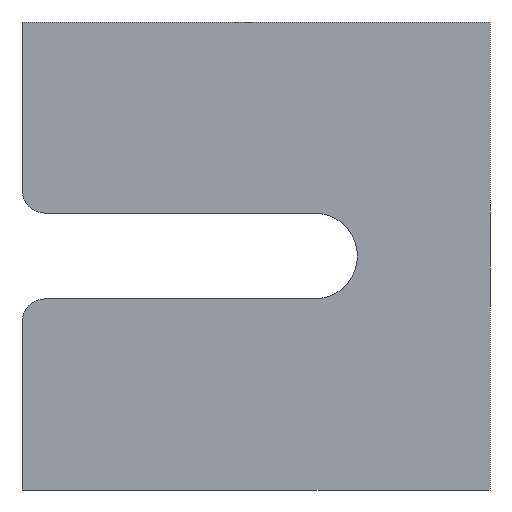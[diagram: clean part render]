
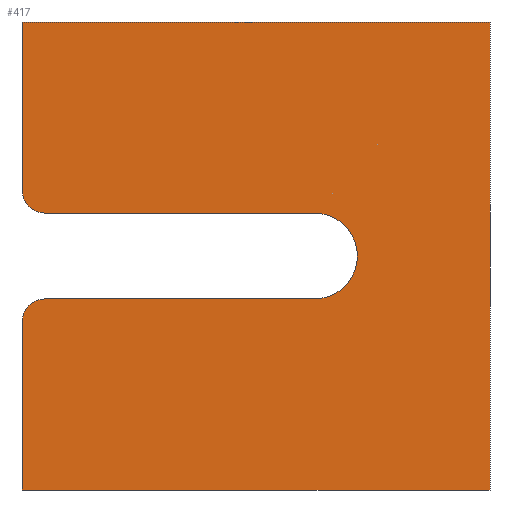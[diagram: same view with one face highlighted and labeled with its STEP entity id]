
A CAD part, front view. The second image highlights one B-rep face of the part: STEP entity #417.
In plain terms, the highlighted planar face has unit normal (0, -1, 0).
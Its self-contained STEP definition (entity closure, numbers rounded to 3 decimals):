
#30=PLANE('',#456);
#50=FACE_OUTER_BOUND('',#74,.T.);
#74=EDGE_LOOP('',(#368,#369,#370,#371,#372,#373,#374,#375,#376,#377));
#82=LINE('',#594,#126);
#91=LINE('',#619,#135);
#94=LINE('',#625,#138);
#97=LINE('',#632,#141);
#115=LINE('',#684,#159);
#118=LINE('',#690,#162);
#119=LINE('',#692,#163);
#126=VECTOR('',#474,10.75);
#135=VECTOR('',#495,10.75);
#138=VECTOR('',#500,17.25);
#141=VECTOR('',#509,17.25);
#159=VECTOR('',#563,30.);
#162=VECTOR('',#568,30.);
#163=VECTOR('',#571,30.);
#166=CIRCLE('',#425,1.5);
#169=CIRCLE('',#431,1.5);
#170=CIRCLE('',#435,2.75);
#181=VERTEX_POINT('',#582);
#182=VERTEX_POINT('',#584);
#185=VERTEX_POINT('',#592);
#193=VERTEX_POINT('',#612);
#194=VERTEX_POINT('',#613);
#195=VERTEX_POINT('',#618);
#197=VERTEX_POINT('',#624);
#198=VERTEX_POINT('',#628);
#214=VERTEX_POINT('',#682);
#216=VERTEX_POINT('',#688);
#219=EDGE_CURVE('',#181,#182,#166,.T.);
#224=EDGE_CURVE('',#185,#181,#82,.T.);
#233=EDGE_CURVE('',#193,#194,#169,.T.);
#236=EDGE_CURVE('',#194,#195,#91,.T.);
#239=EDGE_CURVE('',#197,#182,#94,.T.);
#241=EDGE_CURVE('',#198,#197,#170,.T.);
#243=EDGE_CURVE('',#193,#198,#97,.T.);
#269=EDGE_CURVE('',#214,#185,#115,.T.);
#272=EDGE_CURVE('',#214,#216,#118,.T.);
#273=EDGE_CURVE('',#195,#216,#119,.T.);
#368=ORIENTED_EDGE('',*,*,#219,.F.);
#369=ORIENTED_EDGE('',*,*,#224,.F.);
#370=ORIENTED_EDGE('',*,*,#269,.F.);
#371=ORIENTED_EDGE('',*,*,#272,.T.);
#372=ORIENTED_EDGE('',*,*,#273,.F.);
#373=ORIENTED_EDGE('',*,*,#236,.F.);
#374=ORIENTED_EDGE('',*,*,#233,.F.);
#375=ORIENTED_EDGE('',*,*,#243,.T.);
#376=ORIENTED_EDGE('',*,*,#241,.T.);
#377=ORIENTED_EDGE('',*,*,#239,.T.);
#417=ADVANCED_FACE('',(#50),#30,.T.);
#425=AXIS2_PLACEMENT_3D('',#585,#466,#467);
#431=AXIS2_PLACEMENT_3D('',#614,#489,#490);
#435=AXIS2_PLACEMENT_3D('',#629,#504,#505);
#456=AXIS2_PLACEMENT_3D('',#691,#569,#570);
#466=DIRECTION('center_axis',(0.,1.,0.));
#467=DIRECTION('ref_axis',(-0.707,0.,0.707));
#474=DIRECTION('',(0.,0.,1.));
#489=DIRECTION('center_axis',(0.,1.,0.));
#490=DIRECTION('ref_axis',(-0.707,0.,-0.707));
#495=DIRECTION('',(0.,0.,1.));
#500=DIRECTION('',(-1.,0.,0.));
#504=DIRECTION('center_axis',(0.,1.,0.));
#505=DIRECTION('ref_axis',(0.,0.,-1.));
#509=DIRECTION('',(1.,0.,0.));
#563=DIRECTION('',(-1.,0.,0.));
#568=DIRECTION('',(0.,0.,1.));
#569=DIRECTION('center_axis',(0.,-1.,0.));
#570=DIRECTION('ref_axis',(1.,0.,0.));
#571=DIRECTION('',(1.,0.,0.));
#582=CARTESIAN_POINT('',(-15.,-15.,10.75));
#584=CARTESIAN_POINT('',(-13.5,-15.,12.25));
#585=CARTESIAN_POINT('Origin',(-13.5,-15.,10.75));
#592=CARTESIAN_POINT('',(-15.,-15.,0.));
#594=CARTESIAN_POINT('',(-15.,-15.,0.));
#612=CARTESIAN_POINT('',(-13.5,-15.,17.75));
#613=CARTESIAN_POINT('',(-15.,-15.,19.25));
#614=CARTESIAN_POINT('Origin',(-13.5,-15.,19.25));
#618=CARTESIAN_POINT('',(-15.,-15.,30.));
#619=CARTESIAN_POINT('',(-15.,-15.,0.));
#624=CARTESIAN_POINT('',(3.75,-15.,12.25));
#625=CARTESIAN_POINT('',(-5.625,-15.,12.25));
#628=CARTESIAN_POINT('',(3.75,-15.,17.75));
#629=CARTESIAN_POINT('Origin',(3.75,-15.,15.));
#632=CARTESIAN_POINT('',(-15.,-15.,17.75));
#682=CARTESIAN_POINT('',(15.,-15.,0.));
#684=CARTESIAN_POINT('',(15.,-15.,0.));
#688=CARTESIAN_POINT('',(15.,-15.,30.));
#690=CARTESIAN_POINT('',(15.,-15.,0.));
#691=CARTESIAN_POINT('Origin',(-15.,-15.,0.));
#692=CARTESIAN_POINT('',(15.,-15.,30.));
